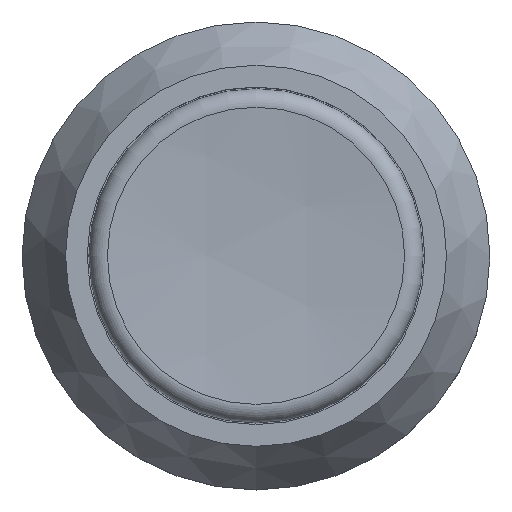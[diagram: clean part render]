
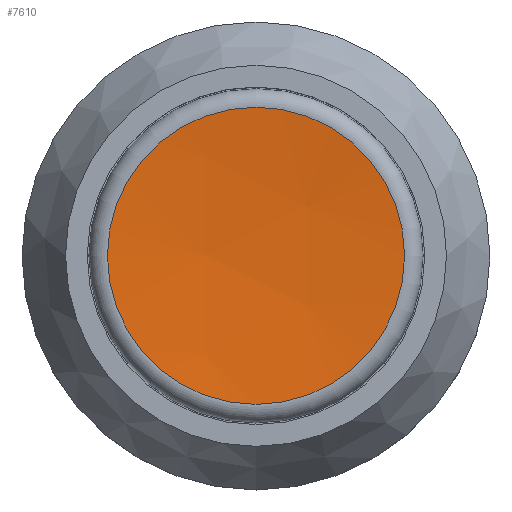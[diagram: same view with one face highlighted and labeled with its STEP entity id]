
A CAD part, top view. The second image highlights one B-rep face of the part: STEP entity #7610.
In plain terms, the highlighted spherical face has radius 41.817 mm.
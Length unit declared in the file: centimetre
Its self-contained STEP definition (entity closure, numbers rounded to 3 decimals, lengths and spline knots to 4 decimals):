
#36=SPHERICAL_SURFACE('',#8053,4.1817);
#510=FACE_OUTER_BOUND('',#910,.T.);
#910=EDGE_LOOP('',(#5661));
#3297=CIRCLE('',#8047,0.4447);
#3560=VERTEX_POINT('',#11031);
#4358=EDGE_CURVE('',#3560,#3560,#3297,.T.);
#5661=ORIENTED_EDGE('',*,*,#4358,.F.);
#7610=ADVANCED_FACE('',(#510),#36,.F.);
#8047=AXIS2_PLACEMENT_3D('',#11032,#8886,#8887);
#8053=AXIS2_PLACEMENT_3D('',#11042,#8899,#8900);
#8886=DIRECTION('center_axis',(0.,0.,
-1.));
#8887=DIRECTION('ref_axis',(0.,1.,0.));
#8899=DIRECTION('center_axis',(1.,0.,0.));
#8900=DIRECTION('ref_axis',(0.,1.,0.));
#11031=CARTESIAN_POINT('',(-0.4447,0.,0.9637));
#11032=CARTESIAN_POINT('Origin',(0.,0.,
0.9637));
#11042=CARTESIAN_POINT('Origin',(0.,0.,
5.1217));
